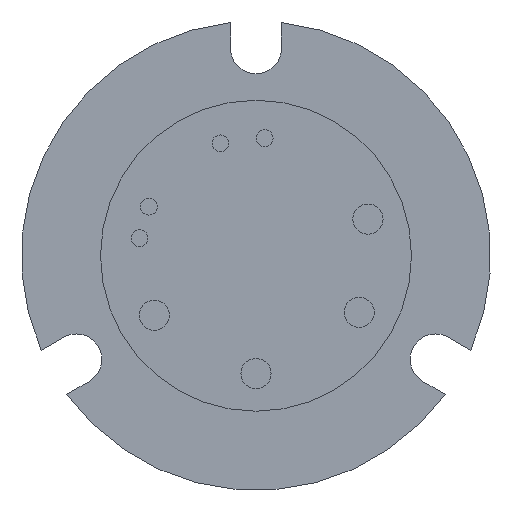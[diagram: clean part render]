
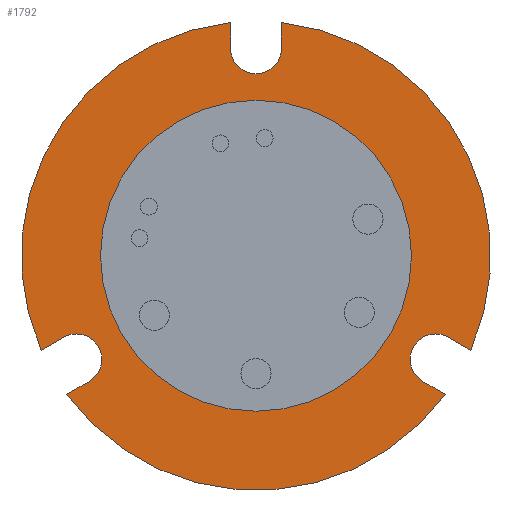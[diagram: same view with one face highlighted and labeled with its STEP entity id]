
A CAD part, front view. The second image highlights one B-rep face of the part: STEP entity #1792.
In plain terms, the highlighted planar face has unit normal (0, -1, 0).
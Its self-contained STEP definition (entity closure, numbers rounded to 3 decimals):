
#4 = CIRCLE ( 'NONE', #2017, 16.5 ) ;
#21 = ORIENTED_EDGE ( 'NONE', *, *, #788, .T. ) ;
#22 = DIRECTION ( 'NONE',  ( 0., -1., 0. ) ) ;
#41 = AXIS2_PLACEMENT_3D ( 'NONE', #2073, #1913, #1759 ) ;
#69 = FACE_OUTER_BOUND ( 'NONE', #1968, .T. ) ;
#97 = CARTESIAN_POINT ( 'NONE',  ( 20.403, -16.5, -8.662 ) ) ;
#113 = EDGE_CURVE ( 'NONE', #1525, #1321, #1540, .T. ) ;
#123 = AXIS2_PLACEMENT_3D ( 'NONE', #1753, #794, #1914 ) ;
#135 = CIRCLE ( 'NONE', #1996, 16.5 ) ;
#143 = DIRECTION ( 'NONE',  ( 0., -1., 0. ) ) ;
#151 = EDGE_LOOP ( 'NONE', ( #1110, #207 ) ) ;
#160 = CARTESIAN_POINT ( 'NONE',  ( 1.35, -16.5, -2.338 ) ) ;
#168 = CARTESIAN_POINT ( 'NONE',  ( -1.35, -16.5, -2.338 ) ) ;
#205 = VERTEX_POINT ( 'NONE', #97 ) ;
#207 = ORIENTED_EDGE ( 'NONE', *, *, #1305, .F. ) ;
#224 = CARTESIAN_POINT ( 'NONE',  ( -2.7, -16.5, 0. ) ) ;
#225 = ORIENTED_EDGE ( 'NONE', *, *, #770, .F. ) ;
#239 = CIRCLE ( 'NONE', #506, 2.7 ) ;
#252 = VERTEX_POINT ( 'NONE', #336 ) ;
#270 = CARTESIAN_POINT ( 'NONE',  ( 2.7, -16.5, 22. ) ) ;
#303 = CARTESIAN_POINT ( 'NONE',  ( 0., -16.5, 16.5 ) ) ;
#330 = VERTEX_POINT ( 'NONE', #1203 ) ;
#335 = LINE ( 'NONE', #981, #2011 ) ;
#336 = CARTESIAN_POINT ( 'NONE',  ( -22.787, -16.5, -10.038 ) ) ;
#337 = VECTOR ( 'NONE', #1937, 1000. ) ;
#435 = EDGE_CURVE ( 'NONE', #814, #1046, #892, .T. ) ;
#452 = CARTESIAN_POINT ( 'NONE',  ( 20.087, -16.5, -14.715 ) ) ;
#475 = ORIENTED_EDGE ( 'NONE', *, *, #857, .F. ) ;
#505 = CARTESIAN_POINT ( 'NONE',  ( -20.087, -16.5, -14.715 ) ) ;
#506 = AXIS2_PLACEMENT_3D ( 'NONE', #1569, #599, #1725 ) ;
#530 = ORIENTED_EDGE ( 'NONE', *, *, #2082, .T. ) ;
#544 = CIRCLE ( 'NONE', #1915, 24.9 ) ;
#555 = EDGE_CURVE ( 'NONE', #330, #1015, #239, .T. ) ;
#579 = ORIENTED_EDGE ( 'NONE', *, *, #1436, .F. ) ;
#587 = CIRCLE ( 'NONE', #847, 24.9 ) ;
#597 = VERTEX_POINT ( 'NONE', #270 ) ;
#599 = DIRECTION ( 'NONE',  ( 0., -1., 0. ) ) ;
#617 = CARTESIAN_POINT ( 'NONE',  ( 0., -16.5, 0. ) ) ;
#651 = CARTESIAN_POINT ( 'NONE',  ( -17.703, -16.5, -13.338 ) ) ;
#656 = DIRECTION ( 'NONE',  ( 0., -1., 0. ) ) ;
#700 = ORIENTED_EDGE ( 'NONE', *, *, #1362, .F. ) ;
#709 = EDGE_CURVE ( 'NONE', #1169, #1789, #544, .T. ) ;
#732 = EDGE_CURVE ( 'NONE', #1321, #597, #938, .T. ) ;
#734 = DIRECTION ( 'NONE',  ( 0., -1., 0. ) ) ;
#770 = EDGE_CURVE ( 'NONE', #1169, #1869, #1638, .T. ) ;
#774 = CARTESIAN_POINT ( 'NONE',  ( -1.35, -16.5, 2.338 ) ) ;
#780 = CARTESIAN_POINT ( 'NONE',  ( -2.7, -16.5, 22. ) ) ;
#788 = EDGE_CURVE ( 'NONE', #1789, #1046, #1587, .T. ) ;
#789 = DIRECTION ( 'NONE',  ( 0., 0., -1. ) ) ;
#794 = DIRECTION ( 'NONE',  ( 0., -1., 0. ) ) ;
#814 = VERTEX_POINT ( 'NONE', #1948 ) ;
#825 = ORIENTED_EDGE ( 'NONE', *, *, #435, .F. ) ;
#847 = AXIS2_PLACEMENT_3D ( 'NONE', #920, #2038, #1097 ) ;
#857 = EDGE_CURVE ( 'NONE', #1341, #597, #1228, .T. ) ;
#867 = DIRECTION ( 'NONE',  ( 0., -1., 0. ) ) ;
#883 = EDGE_CURVE ( 'NONE', #1800, #1572, #135, .T. ) ;
#887 = AXIS2_PLACEMENT_3D ( 'NONE', #1757, #143, #1303 ) ;
#892 = CIRCLE ( 'NONE', #1424, 2.7 ) ;
#920 = CARTESIAN_POINT ( 'NONE',  ( 0., -16.5, 0. ) ) ;
#938 = LINE ( 'NONE', #980, #1728 ) ;
#953 = ORIENTED_EDGE ( 'NONE', *, *, #732, .T. ) ;
#960 = CARTESIAN_POINT ( 'NONE',  ( 2.7, -16.5, 24.753 ) ) ;
#970 = CARTESIAN_POINT ( 'NONE',  ( 0., -16.5, 0. ) ) ;
#980 = CARTESIAN_POINT ( 'NONE',  ( 2.7, -16.5, 0. ) ) ;
#981 = CARTESIAN_POINT ( 'NONE',  ( 1.35, -16.5, 2.338 ) ) ;
#1015 = VERTEX_POINT ( 'NONE', #1310 ) ;
#1024 = CARTESIAN_POINT ( 'NONE',  ( 0., -16.5, 22. ) ) ;
#1030 = AXIS2_PLACEMENT_3D ( 'NONE', #1625, #656, #1783 ) ;
#1046 = VERTEX_POINT ( 'NONE', #1323 ) ;
#1097 = DIRECTION ( 'NONE',  ( 0., 0., -1. ) ) ;
#1110 = ORIENTED_EDGE ( 'NONE', *, *, #883, .F. ) ;
#1137 = DIRECTION ( 'NONE',  ( 0., 0., -1. ) ) ;
#1169 = VERTEX_POINT ( 'NONE', #505 ) ;
#1186 = CARTESIAN_POINT ( 'NONE',  ( -2.7, -16.5, 24.753 ) ) ;
#1187 = DIRECTION ( 'NONE',  ( 0., 0., -1. ) ) ;
#1203 = CARTESIAN_POINT ( 'NONE',  ( -19.053, -16.5, -8.3 ) ) ;
#1220 = ORIENTED_EDGE ( 'NONE', *, *, #555, .F. ) ;
#1228 = CIRCLE ( 'NONE', #1772, 2.7 ) ;
#1303 = DIRECTION ( 'NONE',  ( 0., 0., -1. ) ) ;
#1305 = EDGE_CURVE ( 'NONE', #1572, #1800, #4, .T. ) ;
#1310 = CARTESIAN_POINT ( 'NONE',  ( -20.403, -16.5, -8.662 ) ) ;
#1321 = VERTEX_POINT ( 'NONE', #960 ) ;
#1323 = CARTESIAN_POINT ( 'NONE',  ( 17.703, -16.5, -13.338 ) ) ;
#1326 = DIRECTION ( 'NONE',  ( -0.866, 0., 0.5 ) ) ;
#1341 = VERTEX_POINT ( 'NONE', #780 ) ;
#1342 = EDGE_CURVE ( 'NONE', #1869, #330, #1637, .T. ) ;
#1362 = EDGE_CURVE ( 'NONE', #1525, #205, #335, .T. ) ;
#1365 = ORIENTED_EDGE ( 'NONE', *, *, #709, .T. ) ;
#1379 = DIRECTION ( 'NONE',  ( 0., 0., -1. ) ) ;
#1389 = FACE_BOUND ( 'NONE', #151, .T. ) ;
#1424 = AXIS2_PLACEMENT_3D ( 'NONE', #1696, #734, #1855 ) ;
#1436 = EDGE_CURVE ( 'NONE', #205, #814, #1854, .T. ) ;
#1525 = VERTEX_POINT ( 'NONE', #1795 ) ;
#1530 = LINE ( 'NONE', #774, #1852 ) ;
#1540 = CIRCLE ( 'NONE', #41, 24.9 ) ;
#1551 = ORIENTED_EDGE ( 'NONE', *, *, #1738, .T. ) ;
#1569 = CARTESIAN_POINT ( 'NONE',  ( -19.053, -16.5, -11. ) ) ;
#1572 = VERTEX_POINT ( 'NONE', #1811 ) ;
#1587 = LINE ( 'NONE', #168, #2014 ) ;
#1600 = PLANE ( 'NONE',  #887 ) ;
#1606 = DIRECTION ( 'NONE',  ( 0., 0., -1. ) ) ;
#1625 = CARTESIAN_POINT ( 'NONE',  ( 19.053, -16.5, -11. ) ) ;
#1637 = CIRCLE ( 'NONE', #123, 2.7 ) ;
#1638 = LINE ( 'NONE', #160, #337 ) ;
#1696 = CARTESIAN_POINT ( 'NONE',  ( 19.053, -16.5, -11. ) ) ;
#1725 = DIRECTION ( 'NONE',  ( 0., 0., -1. ) ) ;
#1728 = VECTOR ( 'NONE', #1606, 1000. ) ;
#1731 = DIRECTION ( 'NONE',  ( 0.866, 0., 0.5 ) ) ;
#1738 = EDGE_CURVE ( 'NONE', #252, #1015, #1530, .T. ) ;
#1742 = DIRECTION ( 'NONE',  ( 0., -1., 0. ) ) ;
#1753 = CARTESIAN_POINT ( 'NONE',  ( -19.053, -16.5, -11. ) ) ;
#1757 = CARTESIAN_POINT ( 'NONE',  ( 0., -16.5, 0. ) ) ;
#1759 = DIRECTION ( 'NONE',  ( 0., 0., -1. ) ) ;
#1772 = AXIS2_PLACEMENT_3D ( 'NONE', #1024, #22, #1187 ) ;
#1783 = DIRECTION ( 'NONE',  ( 0., 0., -1. ) ) ;
#1789 = VERTEX_POINT ( 'NONE', #452 ) ;
#1792 = ADVANCED_FACE ( 'NONE', ( #1389, #69 ), #1600, .T. ) ;
#1795 = CARTESIAN_POINT ( 'NONE',  ( 22.787, -16.5, -10.038 ) ) ;
#1797 = ORIENTED_EDGE ( 'NONE', *, *, #1342, .F. ) ;
#1800 = VERTEX_POINT ( 'NONE', #303 ) ;
#1811 = CARTESIAN_POINT ( 'NONE',  ( 0., -16.5, -16.5 ) ) ;
#1821 = CARTESIAN_POINT ( 'NONE',  ( 0., -16.5, 0. ) ) ;
#1852 = VECTOR ( 'NONE', #1731, 1000. ) ;
#1854 = CIRCLE ( 'NONE', #1030, 2.7 ) ;
#1855 = DIRECTION ( 'NONE',  ( 0., 0., -1. ) ) ;
#1869 = VERTEX_POINT ( 'NONE', #651 ) ;
#1873 = LINE ( 'NONE', #224, #1932 ) ;
#1913 = DIRECTION ( 'NONE',  ( 0., -1., 0. ) ) ;
#1914 = DIRECTION ( 'NONE',  ( 0., 0., -1. ) ) ;
#1915 = AXIS2_PLACEMENT_3D ( 'NONE', #970, #2074, #1137 ) ;
#1932 = VECTOR ( 'NONE', #1379, 1000. ) ;
#1937 = DIRECTION ( 'NONE',  ( 0.866, 0., 0.5 ) ) ;
#1948 = CARTESIAN_POINT ( 'NONE',  ( 19.053, -16.5, -8.3 ) ) ;
#1953 = VERTEX_POINT ( 'NONE', #1186 ) ;
#1968 = EDGE_LOOP ( 'NONE', ( #530, #1551, #1220, #1797, #225, #1365, #21, #825, #579, #700, #2086, #953, #475, #2064 ) ) ;
#1975 = EDGE_CURVE ( 'NONE', #1953, #1341, #1873, .T. ) ;
#1988 = DIRECTION ( 'NONE',  ( 0., 0., -1. ) ) ;
#1996 = AXIS2_PLACEMENT_3D ( 'NONE', #1821, #867, #1988 ) ;
#2011 = VECTOR ( 'NONE', #2083, 1000. ) ;
#2014 = VECTOR ( 'NONE', #1326, 1000. ) ;
#2017 = AXIS2_PLACEMENT_3D ( 'NONE', #617, #1742, #789 ) ;
#2038 = DIRECTION ( 'NONE',  ( 0., -1., 0. ) ) ;
#2064 = ORIENTED_EDGE ( 'NONE', *, *, #1975, .F. ) ;
#2073 = CARTESIAN_POINT ( 'NONE',  ( 0., -16.5, 0. ) ) ;
#2074 = DIRECTION ( 'NONE',  ( 0., -1., 0. ) ) ;
#2082 = EDGE_CURVE ( 'NONE', #1953, #252, #587, .T. ) ;
#2083 = DIRECTION ( 'NONE',  ( -0.866, 0., 0.5 ) ) ;
#2086 = ORIENTED_EDGE ( 'NONE', *, *, #113, .T. ) ;
